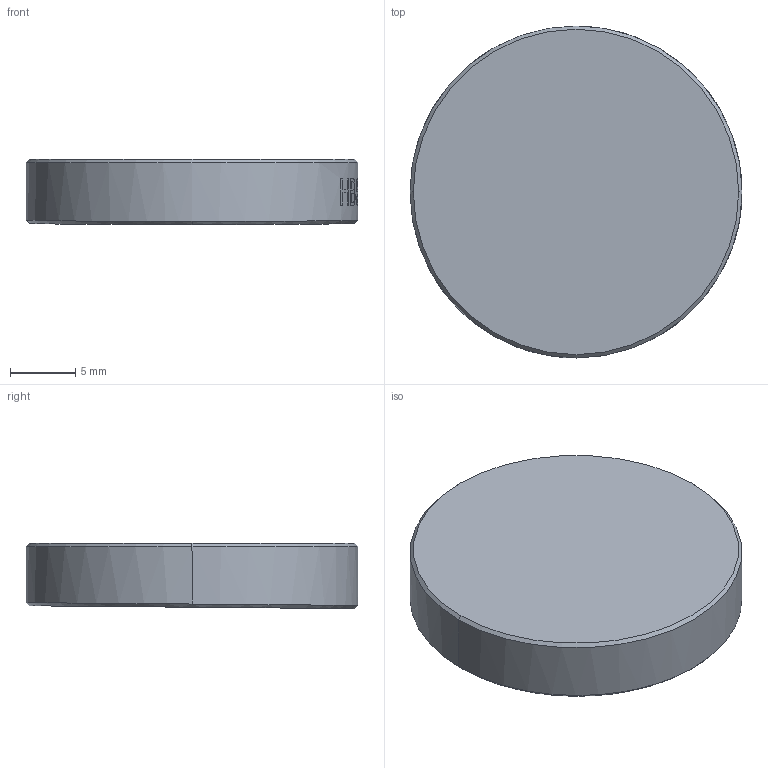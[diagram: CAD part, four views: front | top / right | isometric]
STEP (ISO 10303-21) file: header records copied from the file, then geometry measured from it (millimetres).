
FILE_DESCRIPTION (( 'STEP AP203' ), '1' );
FILE_NAME ('TTN006425-E0W.STEP', '2014-02-06T14:58:07', ( 'Admin' ), ( '' ), 'SwSTEP 2.0', 'SolidWorks 2012', '' );
FILE_SCHEMA (( 'CONFIG_CONTROL_DESIGN' ));
Length unit declared in the file: millimetre
Products named in the file (1): TTN006425-E0W
Bounding box: 25.4 x 25.4 x 5 mm (x, y, z)
Volume: 2472.1 mm3; surface area: 1380.1 mm2
Topology: 1 solids, 1 shells, 19 faces, 122 edges, 115 vertices
Faces by surface type: cylinder 13, bspline 2, cone 2, plane 2
Entity records: 2408 total; most frequent: CARTESIAN_POINT 1428, ORIENTED_EDGE 244, DIRECTION 125, EDGE_CURVE 122, VERTEX_POINT 115, B_SPLINE_CURVE_WITH_KNOTS 65, AXIS2_PLACEMENT_3D 50, CIRCLE 32
